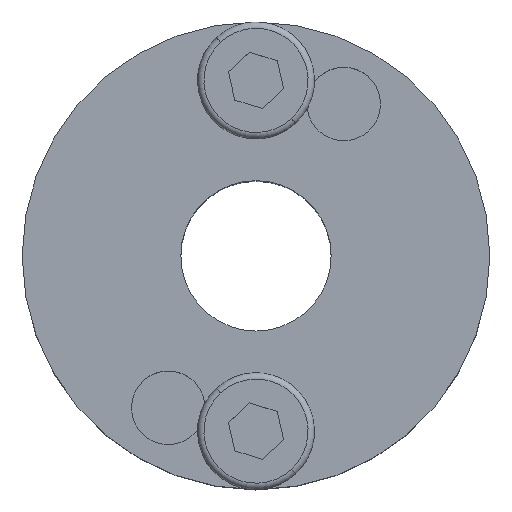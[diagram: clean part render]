
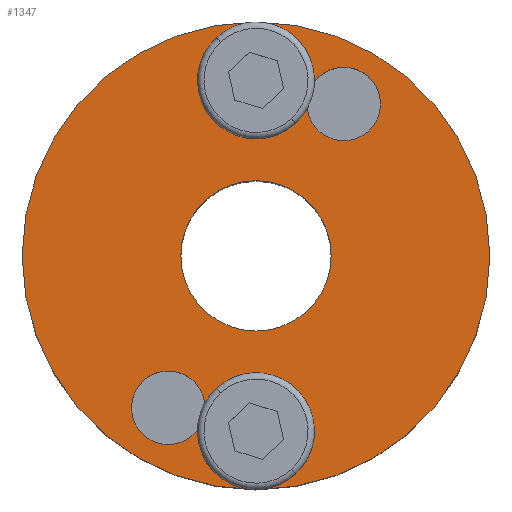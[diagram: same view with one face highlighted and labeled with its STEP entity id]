
A CAD part, top view. The second image highlights one B-rep face of the part: STEP entity #1347.
In plain terms, the highlighted planar face has unit normal (0, 0, 1).
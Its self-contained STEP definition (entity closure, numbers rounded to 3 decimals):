
#8 = ORIENTED_EDGE ( 'NONE', *, *, #1810, .F. ) ;
#12 = ORIENTED_EDGE ( 'NONE', *, *, #1775, .T. ) ;
#23 = ORIENTED_EDGE ( 'NONE', *, *, #1090, .F. ) ;
#44 = EDGE_LOOP ( 'NONE', ( #8, #23 ) ) ;
#59 = ORIENTED_EDGE ( 'NONE', *, *, #285, .F. ) ;
#82 = ORIENTED_EDGE ( 'NONE', *, *, #195, .F. ) ;
#101 = VERTEX_POINT ( 'NONE', #1062 ) ;
#108 = ORIENTED_EDGE ( 'NONE', *, *, #114, .F. ) ;
#111 = VERTEX_POINT ( 'NONE', #1123 ) ;
#114 = EDGE_CURVE ( 'NONE', #1798, #1750, #1164, .T. ) ;
#137 = ORIENTED_EDGE ( 'NONE', *, *, #725, .F. ) ;
#140 = EDGE_LOOP ( 'NONE', ( #1721, #12 ) ) ;
#195 = EDGE_CURVE ( 'NONE', #101, #1720, #311, .T. ) ;
#228 = VERTEX_POINT ( 'NONE', #421 ) ;
#264 = ORIENTED_EDGE ( 'NONE', *, *, #1419, .F. ) ;
#285 = EDGE_CURVE ( 'NONE', #228, #1692, #447, .T. ) ;
#311 = CIRCLE ( 'NONE', #312, 2.2 ) ;
#312 = AXIS2_PLACEMENT_3D ( 'NONE', #313, #314, #315 ) ;
#313 = CARTESIAN_POINT ( 'NONE',  ( 0., 10.5, 0. ) ) ;
#314 = DIRECTION ( 'NONE',  ( 0., 0., 1. ) ) ;
#315 = DIRECTION ( 'NONE',  ( 1., 0., 0. ) ) ;
#421 = CARTESIAN_POINT ( 'NONE',  ( -2.2, -10.5, 0. ) ) ;
#439 = CARTESIAN_POINT ( 'NONE',  ( -7.45, -9.093, 0. ) ) ;
#447 = CIRCLE ( 'NONE', #448, 2.2 ) ;
#448 = AXIS2_PLACEMENT_3D ( 'NONE', #449, #450, #451 ) ;
#449 = CARTESIAN_POINT ( 'NONE',  ( 0., -10.5, 0. ) ) ;
#450 = DIRECTION ( 'NONE',  ( 0., 0., 1. ) ) ;
#451 = DIRECTION ( 'NONE',  ( -1., 0., 0. ) ) ;
#629 = CIRCLE ( 'NONE', #630, 2.2 ) ;
#630 = AXIS2_PLACEMENT_3D ( 'NONE', #631, #632, #633 ) ;
#631 = CARTESIAN_POINT ( 'NONE',  ( 5.25, 9.093, 0. ) ) ;
#632 = DIRECTION ( 'NONE',  ( 0., 0., 1. ) ) ;
#633 = DIRECTION ( 'NONE',  ( 1., 0., 0. ) ) ;
#634 = CARTESIAN_POINT ( 'NONE',  ( 2.2, -10.5, 0. ) ) ;
#725 = EDGE_CURVE ( 'NONE', #1750, #1798, #801, .T. ) ;
#766 = CIRCLE ( 'NONE', #767, 14. ) ;
#767 = AXIS2_PLACEMENT_3D ( 'NONE', #768, #769, #770 ) ;
#768 = CARTESIAN_POINT ( 'NONE',  ( 0., 0., 0. ) ) ;
#769 = DIRECTION ( 'NONE',  ( 0., 0., 1. ) ) ;
#770 = DIRECTION ( 'NONE',  ( 1., 0., 0. ) ) ;
#801 = CIRCLE ( 'NONE', #802, 2.2 ) ;
#802 = AXIS2_PLACEMENT_3D ( 'NONE', #803, #804, #805 ) ;
#803 = CARTESIAN_POINT ( 'NONE',  ( -5.25, -9.093, 0. ) ) ;
#804 = DIRECTION ( 'NONE',  ( 0., 0., 1. ) ) ;
#805 = DIRECTION ( 'NONE',  ( 1., 0., 0. ) ) ;
#847 = CIRCLE ( 'NONE', #848, 2.2 ) ;
#848 = AXIS2_PLACEMENT_3D ( 'NONE', #849, #851, #852 ) ;
#849 = CARTESIAN_POINT ( 'NONE',  ( 0., -10.5, 0. ) ) ;
#851 = DIRECTION ( 'NONE',  ( 0., 0., 1. ) ) ;
#852 = DIRECTION ( 'NONE',  ( -1., 0., 0. ) ) ;
#853 = CARTESIAN_POINT ( 'NONE',  ( -2.2, 10.5, 0. ) ) ;
#885 = ORIENTED_EDGE ( 'NONE', *, *, #977, .F. ) ;
#923 = CARTESIAN_POINT ( 'NONE',  ( -4.5, 0., 0. ) ) ;
#933 = CIRCLE ( 'NONE', #934, 2.2 ) ;
#934 = AXIS2_PLACEMENT_3D ( 'NONE', #935, #936, #937 ) ;
#935 = CARTESIAN_POINT ( 'NONE',  ( 5.25, 9.093, 0. ) ) ;
#936 = DIRECTION ( 'NONE',  ( 0., 0., 1. ) ) ;
#937 = DIRECTION ( 'NONE',  ( 1., 0., 0. ) ) ;
#963 = CARTESIAN_POINT ( 'NONE',  ( -3.05, -9.093, 0. ) ) ;
#972 = CIRCLE ( 'NONE', #973, 14. ) ;
#973 = AXIS2_PLACEMENT_3D ( 'NONE', #974, #975, #976 ) ;
#974 = CARTESIAN_POINT ( 'NONE',  ( 0., 0., 0. ) ) ;
#975 = DIRECTION ( 'NONE',  ( 0., 0., 1. ) ) ;
#976 = DIRECTION ( 'NONE',  ( 1., 0., 0. ) ) ;
#977 = EDGE_CURVE ( 'NONE', #111, #1323, #933, .T. ) ;
#980 = CIRCLE ( 'NONE', #981, 4.5 ) ;
#981 = AXIS2_PLACEMENT_3D ( 'NONE', #982, #983, #984 ) ;
#982 = CARTESIAN_POINT ( 'NONE',  ( 0., 0., 0. ) ) ;
#983 = DIRECTION ( 'NONE',  ( 0., 0., 1. ) ) ;
#984 = DIRECTION ( 'NONE',  ( 1., 0., 0. ) ) ;
#992 = CARTESIAN_POINT ( 'NONE',  ( -14., 0., 0. ) ) ;
#1018 = CIRCLE ( 'NONE', #1019, 4.5 ) ;
#1019 = AXIS2_PLACEMENT_3D ( 'NONE', #1020, #1021, #1022 ) ;
#1020 = CARTESIAN_POINT ( 'NONE',  ( 0., 0., 0. ) ) ;
#1021 = DIRECTION ( 'NONE',  ( 0., 0., 1. ) ) ;
#1022 = DIRECTION ( 'NONE',  ( 1., 0., 0. ) ) ;
#1045 = CARTESIAN_POINT ( 'NONE',  ( 4.5, 0., 0. ) ) ;
#1046 = CARTESIAN_POINT ( 'NONE',  ( 14., 0., 0. ) ) ;
#1062 = CARTESIAN_POINT ( 'NONE',  ( 2.2, 10.5, 0. ) ) ;
#1064 = CARTESIAN_POINT ( 'NONE',  ( 3.05, 9.093, 0. ) ) ;
#1072 = EDGE_CURVE ( 'NONE', #1252, #1802, #972, .T. ) ;
#1076 = FACE_BOUND ( 'NONE', #1761, .T. ) ;
#1077 = FACE_BOUND ( 'NONE', #1725, .T. ) ;
#1078 = FACE_BOUND ( 'NONE', #1735, .T. ) ;
#1079 = FACE_BOUND ( 'NONE', #1738, .T. ) ;
#1080 = FACE_BOUND ( 'NONE', #44, .T. ) ;
#1081 = FACE_OUTER_BOUND ( 'NONE', #140, .T. ) ;
#1082 = PLANE ( 'NONE',  #1083 ) ;
#1083 = AXIS2_PLACEMENT_3D ( 'NONE', #1084, #1085, #1086 ) ;
#1084 = CARTESIAN_POINT ( 'NONE',  ( 0., 14., 0. ) ) ;
#1085 = DIRECTION ( 'NONE',  ( 0., 0., -1. ) ) ;
#1086 = DIRECTION ( 'NONE',  ( -1., 0., 0. ) ) ;
#1090 = EDGE_CURVE ( 'NONE', #1793, #1251, #980, .T. ) ;
#1114 = CIRCLE ( 'NONE', #1115, 2.2 ) ;
#1115 = AXIS2_PLACEMENT_3D ( 'NONE', #1116, #1117, #1118 ) ;
#1116 = CARTESIAN_POINT ( 'NONE',  ( 0., 10.5, 0. ) ) ;
#1117 = DIRECTION ( 'NONE',  ( 0., 0., 1. ) ) ;
#1118 = DIRECTION ( 'NONE',  ( 1., 0., 0. ) ) ;
#1123 = CARTESIAN_POINT ( 'NONE',  ( 7.45, 9.093, 0. ) ) ;
#1164 = CIRCLE ( 'NONE', #1165, 2.2 ) ;
#1165 = AXIS2_PLACEMENT_3D ( 'NONE', #1166, #1167, #1168 ) ;
#1166 = CARTESIAN_POINT ( 'NONE',  ( -5.25, -9.093, 0. ) ) ;
#1167 = DIRECTION ( 'NONE',  ( 0., 0., 1. ) ) ;
#1168 = DIRECTION ( 'NONE',  ( 1., 0., 0. ) ) ;
#1248 = ORIENTED_EDGE ( 'NONE', *, *, #1691, .F. ) ;
#1251 = VERTEX_POINT ( 'NONE', #1045 ) ;
#1252 = VERTEX_POINT ( 'NONE', #1046 ) ;
#1323 = VERTEX_POINT ( 'NONE', #1064 ) ;
#1347 = ADVANCED_FACE ( 'NONE', ( #1076, #1077, #1078, #1079, #1080, #1081 ), #1082, .F. ) ;
#1419 = EDGE_CURVE ( 'NONE', #1720, #101, #1114, .T. ) ;
#1691 = EDGE_CURVE ( 'NONE', #1323, #111, #629, .T. ) ;
#1692 = VERTEX_POINT ( 'NONE', #634 ) ;
#1709 = ORIENTED_EDGE ( 'NONE', *, *, #1719, .F. ) ;
#1719 = EDGE_CURVE ( 'NONE', #1692, #228, #847, .T. ) ;
#1720 = VERTEX_POINT ( 'NONE', #853 ) ;
#1721 = ORIENTED_EDGE ( 'NONE', *, *, #1072, .T. ) ;
#1725 = EDGE_LOOP ( 'NONE', ( #885, #1248 ) ) ;
#1735 = EDGE_LOOP ( 'NONE', ( #1709, #59 ) ) ;
#1738 = EDGE_LOOP ( 'NONE', ( #82, #264 ) ) ;
#1750 = VERTEX_POINT ( 'NONE', #439 ) ;
#1761 = EDGE_LOOP ( 'NONE', ( #108, #137 ) ) ;
#1775 = EDGE_CURVE ( 'NONE', #1802, #1252, #766, .T. ) ;
#1793 = VERTEX_POINT ( 'NONE', #923 ) ;
#1798 = VERTEX_POINT ( 'NONE', #963 ) ;
#1802 = VERTEX_POINT ( 'NONE', #992 ) ;
#1810 = EDGE_CURVE ( 'NONE', #1251, #1793, #1018, .T. ) ;
